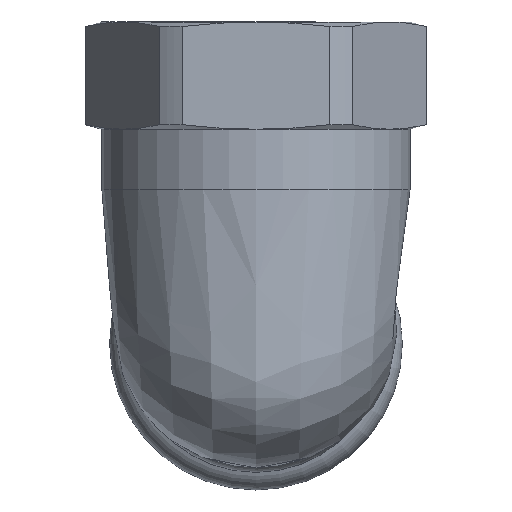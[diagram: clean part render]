
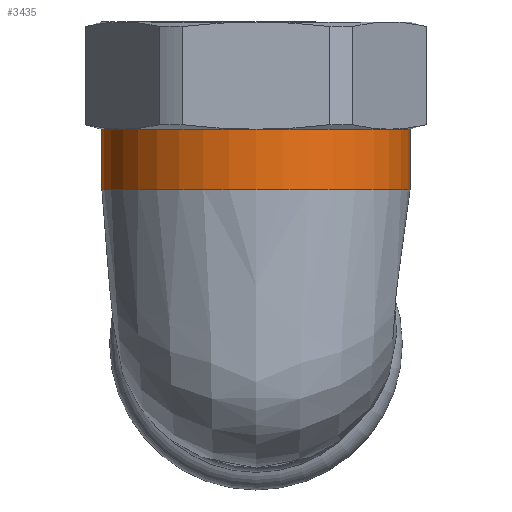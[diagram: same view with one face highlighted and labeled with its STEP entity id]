
A CAD part, left-side view. The second image highlights one B-rep face of the part: STEP entity #3435.
In plain terms, the highlighted cylindrical face has radius 23 mm (diameter 46 mm), a full revolution.
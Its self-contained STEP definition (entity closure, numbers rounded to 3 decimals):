
#648=LINE('',#8937,#804);
#804=VECTOR('',#4201,23.);
#819=CYLINDRICAL_SURFACE('',#3650,23.);
#1010=FACE_OUTER_BOUND('',#1219,.T.);
#1219=EDGE_LOOP('',(#3219,#3220,#3221,#3222,#3223,#3224,#3225,#3226,#3227,
#3228,#3229,#3230,#3231));
#1261=CIRCLE('',#3580,23.);
#1262=CIRCLE('',#3581,23.);
#1263=CIRCLE('',#3582,23.);
#1264=CIRCLE('',#3583,23.);
#1278=CIRCLE('',#3610,23.);
#1280=CIRCLE('',#3613,23.);
#1282=CIRCLE('',#3616,23.);
#1285=CIRCLE('',#3620,23.);
#1287=CIRCLE('',#3623,23.);
#1301=CIRCLE('',#3651,23.);
#1302=CIRCLE('',#3652,23.);
#1603=VERTEX_POINT('',#8454);
#1604=VERTEX_POINT('',#8467);
#1605=VERTEX_POINT('',#8469);
#1606=VERTEX_POINT('',#8471);
#1609=VERTEX_POINT('',#8479);
#1615=VERTEX_POINT('',#8500);
#1621=VERTEX_POINT('',#8521);
#1627=VERTEX_POINT('',#8542);
#1633=VERTEX_POINT('',#8563);
#1639=VERTEX_POINT('',#8584);
#1656=VERTEX_POINT('',#8935);
#2099=EDGE_CURVE('',#1604,#1603,#1261,.T.);
#2100=EDGE_CURVE('',#1605,#1604,#1262,.T.);
#2101=EDGE_CURVE('',#1606,#1605,#1263,.T.);
#2102=EDGE_CURVE('',#1603,#1606,#1264,.T.);
#2152=EDGE_CURVE('',#1633,#1639,#1278,.T.);
#2154=EDGE_CURVE('',#1627,#1633,#1280,.T.);
#2156=EDGE_CURVE('',#1609,#1627,#1282,.T.);
#2159=EDGE_CURVE('',#1639,#1621,#1285,.T.);
#2161=EDGE_CURVE('',#1621,#1615,#1287,.T.);
#2181=EDGE_CURVE('',#1656,#1609,#1301,.T.);
#2182=EDGE_CURVE('',#1656,#1606,#648,.T.);
#2183=EDGE_CURVE('',#1615,#1656,#1302,.T.);
#3219=ORIENTED_EDGE('',*,*,#2152,.F.);
#3220=ORIENTED_EDGE('',*,*,#2154,.F.);
#3221=ORIENTED_EDGE('',*,*,#2156,.F.);
#3222=ORIENTED_EDGE('',*,*,#2181,.F.);
#3223=ORIENTED_EDGE('',*,*,#2182,.T.);
#3224=ORIENTED_EDGE('',*,*,#2101,.T.);
#3225=ORIENTED_EDGE('',*,*,#2100,.T.);
#3226=ORIENTED_EDGE('',*,*,#2099,.T.);
#3227=ORIENTED_EDGE('',*,*,#2102,.T.);
#3228=ORIENTED_EDGE('',*,*,#2182,.F.);
#3229=ORIENTED_EDGE('',*,*,#2183,.F.);
#3230=ORIENTED_EDGE('',*,*,#2161,.F.);
#3231=ORIENTED_EDGE('',*,*,#2159,.F.);
#3435=ADVANCED_FACE('',(#1010),#819,.T.);
#3580=AXIS2_PLACEMENT_3D('',#8468,#4040,#4041);
#3581=AXIS2_PLACEMENT_3D('',#8470,#4042,#4043);
#3582=AXIS2_PLACEMENT_3D('',#8472,#4044,#4045);
#3583=AXIS2_PLACEMENT_3D('',#8473,#4046,#4047);
#3610=AXIS2_PLACEMENT_3D('',#8620,#4112,#4113);
#3613=AXIS2_PLACEMENT_3D('',#8623,#4118,#4119);
#3616=AXIS2_PLACEMENT_3D('',#8626,#4124,#4125);
#3620=AXIS2_PLACEMENT_3D('',#8630,#4132,#4133);
#3623=AXIS2_PLACEMENT_3D('',#8633,#4138,#4139);
#3650=AXIS2_PLACEMENT_3D('',#8934,#4197,#4198);
#3651=AXIS2_PLACEMENT_3D('',#8936,#4199,#4200);
#3652=AXIS2_PLACEMENT_3D('',#8938,#4202,#4203);
#4040=DIRECTION('center_axis',(0.,0.,
1.));
#4041=DIRECTION('ref_axis',(0.,1.,0.));
#4042=DIRECTION('center_axis',(0.,0.,
1.));
#4043=DIRECTION('ref_axis',(0.,1.,0.));
#4044=DIRECTION('center_axis',(0.,0.,
1.));
#4045=DIRECTION('ref_axis',(0.,1.,0.));
#4046=DIRECTION('center_axis',(0.,0.,
1.));
#4047=DIRECTION('ref_axis',(0.,1.,0.));
#4112=DIRECTION('center_axis',(0.,0.,
1.));
#4113=DIRECTION('ref_axis',(0.,1.,0.));
#4118=DIRECTION('center_axis',(0.,0.,
1.));
#4119=DIRECTION('ref_axis',(0.,1.,0.));
#4124=DIRECTION('center_axis',(0.,0.,
1.));
#4125=DIRECTION('ref_axis',(0.,1.,0.));
#4132=DIRECTION('center_axis',(0.,0.,
1.));
#4133=DIRECTION('ref_axis',(0.,1.,0.));
#4138=DIRECTION('center_axis',(0.,0.,
1.));
#4139=DIRECTION('ref_axis',(0.,1.,0.));
#4197=DIRECTION('center_axis',(0.,0.,
1.));
#4198=DIRECTION('ref_axis',(0.,1.,0.));
#4199=DIRECTION('center_axis',(0.,0.,
1.));
#4200=DIRECTION('ref_axis',(0.,1.,0.));
#4201=DIRECTION('',(0.,0.,-1.));
#4202=DIRECTION('center_axis',(0.,0.,
1.));
#4203=DIRECTION('ref_axis',(0.,1.,0.));
#8454=CARTESIAN_POINT('',(-23.,0.,23.));
#8467=CARTESIAN_POINT('',(0.,23.,23.));
#8468=CARTESIAN_POINT('Origin',(0.,0.,
23.));
#8469=CARTESIAN_POINT('',(23.,0.,23.));
#8470=CARTESIAN_POINT('Origin',(0.,0.,
23.));
#8471=CARTESIAN_POINT('',(0.,-23.,23.));
#8472=CARTESIAN_POINT('Origin',(0.,0.,
23.));
#8473=CARTESIAN_POINT('Origin',(0.,0.,
23.));
#8479=CARTESIAN_POINT('',(11.5,-19.919,32.));
#8500=CARTESIAN_POINT('',(-11.5,-19.919,32.));
#8521=CARTESIAN_POINT('',(-23.,0.,32.));
#8542=CARTESIAN_POINT('',(23.,0.,32.));
#8563=CARTESIAN_POINT('',(11.5,19.919,32.));
#8584=CARTESIAN_POINT('',(-11.5,19.919,32.));
#8620=CARTESIAN_POINT('Origin',(0.,0.,
32.));
#8623=CARTESIAN_POINT('Origin',(0.,0.,
32.));
#8626=CARTESIAN_POINT('Origin',(0.,0.,
32.));
#8630=CARTESIAN_POINT('Origin',(0.,0.,
32.));
#8633=CARTESIAN_POINT('Origin',(0.,0.,
32.));
#8934=CARTESIAN_POINT('Origin',(0.,0.,
40.));
#8935=CARTESIAN_POINT('',(0.,-23.,32.));
#8936=CARTESIAN_POINT('Origin',(0.,0.,
32.));
#8937=CARTESIAN_POINT('',(0.,-23.,40.));
#8938=CARTESIAN_POINT('Origin',(0.,0.,
32.));
